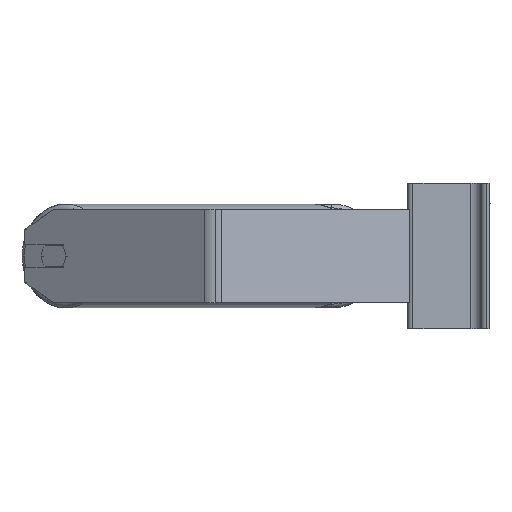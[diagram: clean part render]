
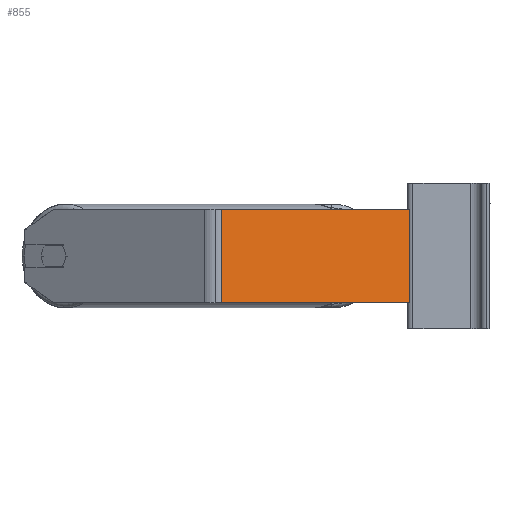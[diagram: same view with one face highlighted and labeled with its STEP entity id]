
A CAD part, left-side view. The second image highlights one B-rep face of the part: STEP entity #855.
In plain terms, the highlighted planar face has unit normal (-0.94, -0.342, 0).
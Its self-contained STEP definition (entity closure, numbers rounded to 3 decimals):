
#73 = CARTESIAN_POINT ( 'NONE',  ( -646.203, 177.186, 40. ) ) ;
#439 = DIRECTION ( 'NONE',  ( 0., 0., -1. ) ) ;
#855 = ADVANCED_FACE ( 'NONE', ( #4748 ), #8992, .F. ) ;
#1904 = CARTESIAN_POINT ( 'NONE',  ( -646.203, 177.186, 40. ) ) ;
#2013 = DIRECTION ( 'NONE',  ( 0., 0., -1. ) ) ;
#2249 = ORIENTED_EDGE ( 'NONE', *, *, #6782, .F. ) ;
#2363 = CARTESIAN_POINT ( 'NONE',  ( -646.203, 177.186, -40. ) ) ;
#2386 = VERTEX_POINT ( 'NONE', #3301 ) ;
#2421 = ORIENTED_EDGE ( 'NONE', *, *, #9110, .T. ) ;
#2467 = EDGE_CURVE ( 'NONE', #5528, #2386, #9154, .T. ) ;
#2706 = VECTOR ( 'NONE', #439, 1000. ) ;
#2764 = EDGE_LOOP ( 'NONE', ( #6240, #2249, #4905, #2421 ) ) ;
#2906 = LINE ( 'NONE', #6302, #2706 ) ;
#3146 = CARTESIAN_POINT ( 'NONE',  ( -649.052, 185.012, 40. ) ) ;
#3301 = CARTESIAN_POINT ( 'NONE',  ( -587.518, 15.948, -40. ) ) ;
#3652 = EDGE_CURVE ( 'NONE', #10790, #9336, #3948, .T. ) ;
#3948 = LINE ( 'NONE', #4901, #10960 ) ;
#4072 = DIRECTION ( 'NONE',  ( 0.342, -0.94, 0. ) ) ;
#4748 = FACE_OUTER_BOUND ( 'NONE', #2764, .T. ) ;
#4901 = CARTESIAN_POINT ( 'NONE',  ( -649.052, 185.012, 40. ) ) ;
#4905 = ORIENTED_EDGE ( 'NONE', *, *, #3652, .F. ) ;
#5528 = VERTEX_POINT ( 'NONE', #2363 ) ;
#6240 = ORIENTED_EDGE ( 'NONE', *, *, #2467, .T. ) ;
#6302 = CARTESIAN_POINT ( 'NONE',  ( -587.518, 15.948, 40. ) ) ;
#6367 = DIRECTION ( 'NONE',  ( 0.94, 0.342, 0. ) ) ;
#6577 = CARTESIAN_POINT ( 'NONE',  ( -587.518, 15.948, 40. ) ) ;
#6782 = EDGE_CURVE ( 'NONE', #9336, #2386, #2906, .T. ) ;
#7460 = VECTOR ( 'NONE', #2013, 1000. ) ;
#7616 = CARTESIAN_POINT ( 'NONE',  ( -649.052, 185.012, -40. ) ) ;
#8085 = VECTOR ( 'NONE', #4072, 1000. ) ;
#8932 = DIRECTION ( 'NONE',  ( -0.342, 0.94, 0. ) ) ;
#8992 = PLANE ( 'NONE',  #10372 ) ;
#9110 = EDGE_CURVE ( 'NONE', #10790, #5528, #9547, .T. ) ;
#9154 = LINE ( 'NONE', #7616, #8085 ) ;
#9336 = VERTEX_POINT ( 'NONE', #6577 ) ;
#9547 = LINE ( 'NONE', #1904, #7460 ) ;
#10029 = DIRECTION ( 'NONE',  ( 0.342, -0.94, 0. ) ) ;
#10372 = AXIS2_PLACEMENT_3D ( 'NONE', #3146, #6367, #8932 ) ;
#10790 = VERTEX_POINT ( 'NONE', #73 ) ;
#10960 = VECTOR ( 'NONE', #10029, 1000. ) ;
